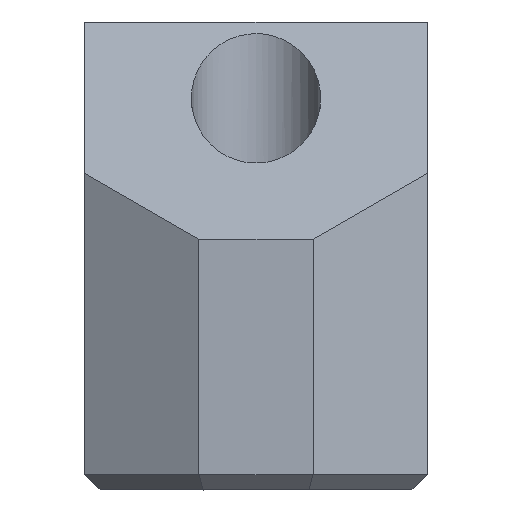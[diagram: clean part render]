
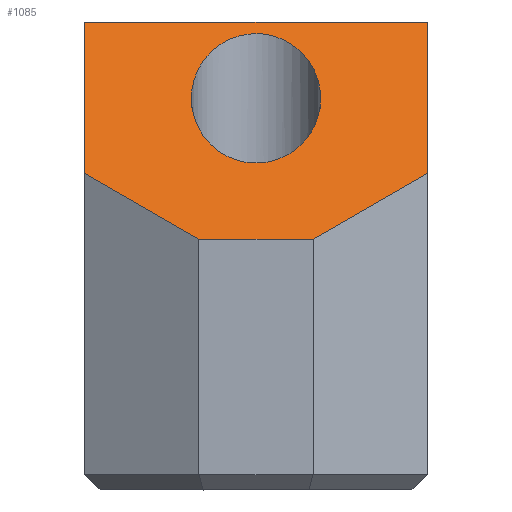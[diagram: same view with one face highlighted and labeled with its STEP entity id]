
A CAD part, left-side view. The second image highlights one B-rep face of the part: STEP entity #1085.
In plain terms, the highlighted planar face has unit normal (-0.707, 0, 0.707).
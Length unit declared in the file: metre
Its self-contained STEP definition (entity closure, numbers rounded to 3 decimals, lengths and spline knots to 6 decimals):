
#13=ELLIPSE('',#1115,0.002404,0.0017);
#298=ORIENTED_EDGE('',*,*,#344,.F.);
#299=ORIENTED_EDGE('',*,*,#473,.F.);
#300=ORIENTED_EDGE('',*,*,#400,.F.);
#301=ORIENTED_EDGE('',*,*,#423,.F.);
#302=ORIENTED_EDGE('',*,*,#421,.F.);
#303=ORIENTED_EDGE('',*,*,#419,.F.);
#304=ORIENTED_EDGE('',*,*,#411,.F.);
#344=EDGE_CURVE('',#492,#492,#13,.T.);
#400=EDGE_CURVE('',#528,#529,#636,.T.);
#411=EDGE_CURVE('',#535,#536,#647,.T.);
#419=EDGE_CURVE('',#536,#541,#655,.T.);
#421=EDGE_CURVE('',#541,#542,#657,.T.);
#423=EDGE_CURVE('',#542,#528,#659,.T.);
#473=EDGE_CURVE('',#529,#535,#703,.T.);
#492=VERTEX_POINT('',#1500);
#528=VERTEX_POINT('',#1611);
#529=VERTEX_POINT('',#1613);
#535=VERTEX_POINT('',#1633);
#536=VERTEX_POINT('',#1635);
#541=VERTEX_POINT('',#1651);
#542=VERTEX_POINT('',#1655);
#636=LINE('',#1612,#772);
#647=LINE('',#1634,#783);
#655=LINE('',#1650,#791);
#657=LINE('',#1654,#793);
#659=LINE('',#1658,#795);
#703=LINE('',#1754,#839);
#772=VECTOR('',#1310,1.);
#783=VECTOR('',#1329,1.);
#791=VECTOR('',#1343,1.);
#793=VECTOR('',#1347,1.);
#795=VECTOR('',#1351,1.);
#839=VECTOR('',#1447,1.);
#903=EDGE_LOOP('',(#298));
#904=EDGE_LOOP('',(#299,#300,#301,#302,#303,#304));
#971=FACE_BOUND('',#903,.T.);
#972=FACE_BOUND('',#904,.T.);
#1025=PLANE('',#1170);
#1085=ADVANCED_FACE('',(#971,#972),#1025,.F.);
#1115=AXIS2_PLACEMENT_3D('',#1499,#1213,#1214);
#1170=AXIS2_PLACEMENT_3D('',#1753,#1445,#1446);
#1213=DIRECTION('',(-0.707,0.,0.707));
#1214=DIRECTION('',(0.707,0.,0.707));
#1310=DIRECTION('',(0.707,0.,0.707));
#1329=DIRECTION('',(-0.707,0.,-0.707));
#1343=DIRECTION('',(-0.447,0.775,-0.447));
#1347=DIRECTION('',(0.,1.,0.));
#1351=DIRECTION('',(0.447,0.775,0.447));
#1445=DIRECTION('',(0.707,0.,-0.707));
#1446=DIRECTION('',(0.,1.,0.));
#1447=DIRECTION('',(0.,-1.,0.));
#1499=CARTESIAN_POINT('',(-0.012825,0.,0.009593));
#1500=CARTESIAN_POINT('',(-0.011125,0.,0.011293));
#1611=CARTESIAN_POINT('',(-0.014793,0.0045,0.007625));
#1612=CARTESIAN_POINT('',(-0.014793,0.0045,0.007625));
#1613=CARTESIAN_POINT('',(-0.010818,0.0045,0.0116));
#1633=CARTESIAN_POINT('',(-0.010818,-0.0045,0.0116));
#1634=CARTESIAN_POINT('',(-0.010818,-0.0045,0.0116));
#1635=CARTESIAN_POINT('',(-0.014793,-0.0045,0.007625));
#1650=CARTESIAN_POINT('',(-0.014793,-0.0045,0.007625));
#1651=CARTESIAN_POINT('',(-0.016525,-0.0015,0.005893));
#1654=CARTESIAN_POINT('',(-0.016525,-0.0015,0.005893));
#1655=CARTESIAN_POINT('',(-0.016525,0.0015,0.005893));
#1658=CARTESIAN_POINT('',(-0.016525,0.0015,0.005893));
#1753=CARTESIAN_POINT('',(-0.016171,0.,0.006246));
#1754=CARTESIAN_POINT('',(-0.010818,0.0045,0.0116));
